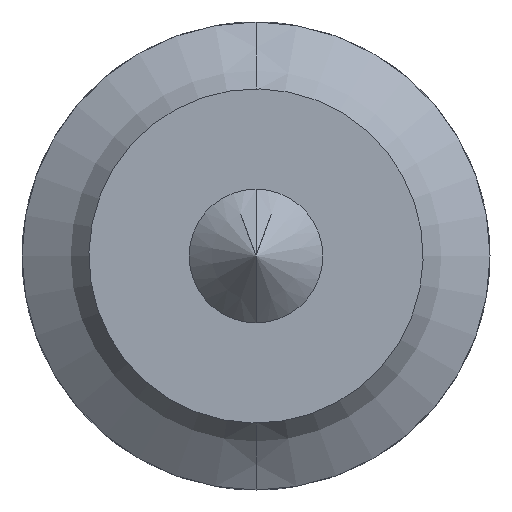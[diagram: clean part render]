
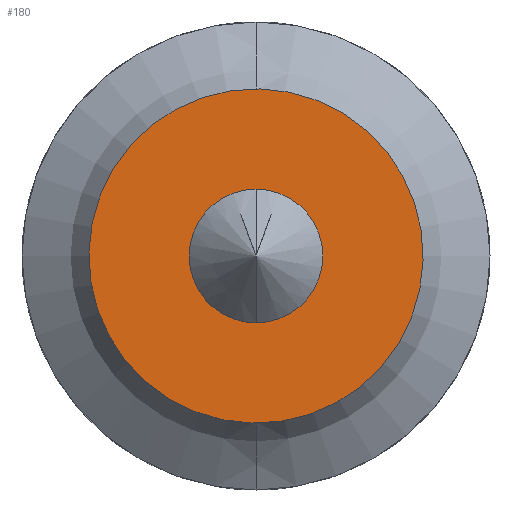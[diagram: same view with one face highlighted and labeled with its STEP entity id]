
A CAD part, front view. The second image highlights one B-rep face of the part: STEP entity #180.
In plain terms, the highlighted planar face has unit normal (0, -1, 0).
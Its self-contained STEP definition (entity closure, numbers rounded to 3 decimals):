
#11 = EDGE_CURVE ( 'NONE', #929, #928, #280, .T. ) ;
#13 = EDGE_CURVE ( 'NONE', #928, #929, #245, .T. ) ;
#16 = EDGE_CURVE ( 'NONE', #933, #932, #248, .T. ) ;
#180 = ADVANCED_FACE ( 'NONE', ( #395, #396 ), #531, .F. ) ;
#245 = CIRCLE ( 'NONE', #256, 5. ) ;
#248 = CIRCLE ( 'NONE', #262, 1.75 ) ;
#253 = AXIS2_PLACEMENT_3D ( 'NONE', #482, #483, #484 ) ;
#256 = AXIS2_PLACEMENT_3D ( 'NONE', #487, #488, #489 ) ;
#262 = AXIS2_PLACEMENT_3D ( 'NONE', #496, #497, #498 ) ;
#266 = AXIS2_PLACEMENT_3D ( 'NONE', #592, #593, #594 ) ;
#272 = CIRCLE ( 'NONE', #266, 1.75 ) ;
#273 = AXIS2_PLACEMENT_3D ( 'NONE', #532, #533, #534 ) ;
#280 = CIRCLE ( 'NONE', #253, 5. ) ;
#395 = FACE_OUTER_BOUND ( 'NONE', #901, .T. ) ;
#396 = FACE_BOUND ( 'NONE', #900, .T. ) ;
#482 = CARTESIAN_POINT ( 'NONE',  ( 0., 0., 0. ) ) ;
#483 = DIRECTION ( 'NONE',  ( 0., 1., 0. ) ) ;
#484 = DIRECTION ( 'NONE',  ( 0., 0., 1. ) ) ;
#487 = CARTESIAN_POINT ( 'NONE',  ( 0., 0., 0. ) ) ;
#488 = DIRECTION ( 'NONE',  ( 0., 1., 0. ) ) ;
#489 = DIRECTION ( 'NONE',  ( 0., 0., 1. ) ) ;
#496 = CARTESIAN_POINT ( 'NONE',  ( 0., 0., 0. ) ) ;
#497 = DIRECTION ( 'NONE',  ( 0., 1., 0. ) ) ;
#498 = DIRECTION ( 'NONE',  ( 0., 0., 1. ) ) ;
#531 = PLANE ( 'NONE',  #273 ) ;
#532 = CARTESIAN_POINT ( 'NONE',  ( 0., 0., 0. ) ) ;
#533 = DIRECTION ( 'NONE',  ( 0., 1., 0. ) ) ;
#534 = DIRECTION ( 'NONE',  ( 0., 0., 1. ) ) ;
#539 = CARTESIAN_POINT ( 'NONE',  ( 0., 0., -5. ) ) ;
#540 = CARTESIAN_POINT ( 'NONE',  ( 0., 0., 5. ) ) ;
#543 = CARTESIAN_POINT ( 'NONE',  ( 0., 0., -1.75 ) ) ;
#544 = CARTESIAN_POINT ( 'NONE',  ( 0., 0., 1.75 ) ) ;
#592 = CARTESIAN_POINT ( 'NONE',  ( 0., 0., 0. ) ) ;
#593 = DIRECTION ( 'NONE',  ( 0., 1., 0. ) ) ;
#594 = DIRECTION ( 'NONE',  ( 0., 0., 1. ) ) ;
#882 = ORIENTED_EDGE ( 'NONE', *, *, #13, .F. ) ;
#885 = ORIENTED_EDGE ( 'NONE', *, *, #975, .T. ) ;
#887 = ORIENTED_EDGE ( 'NONE', *, *, #11, .F. ) ;
#888 = ORIENTED_EDGE ( 'NONE', *, *, #16, .T. ) ;
#900 = EDGE_LOOP ( 'NONE', ( #885, #888 ) ) ;
#901 = EDGE_LOOP ( 'NONE', ( #882, #887 ) ) ;
#928 = VERTEX_POINT ( 'NONE', #539 ) ;
#929 = VERTEX_POINT ( 'NONE', #540 ) ;
#932 = VERTEX_POINT ( 'NONE', #543 ) ;
#933 = VERTEX_POINT ( 'NONE', #544 ) ;
#975 = EDGE_CURVE ( 'NONE', #932, #933, #272, .T. ) ;
